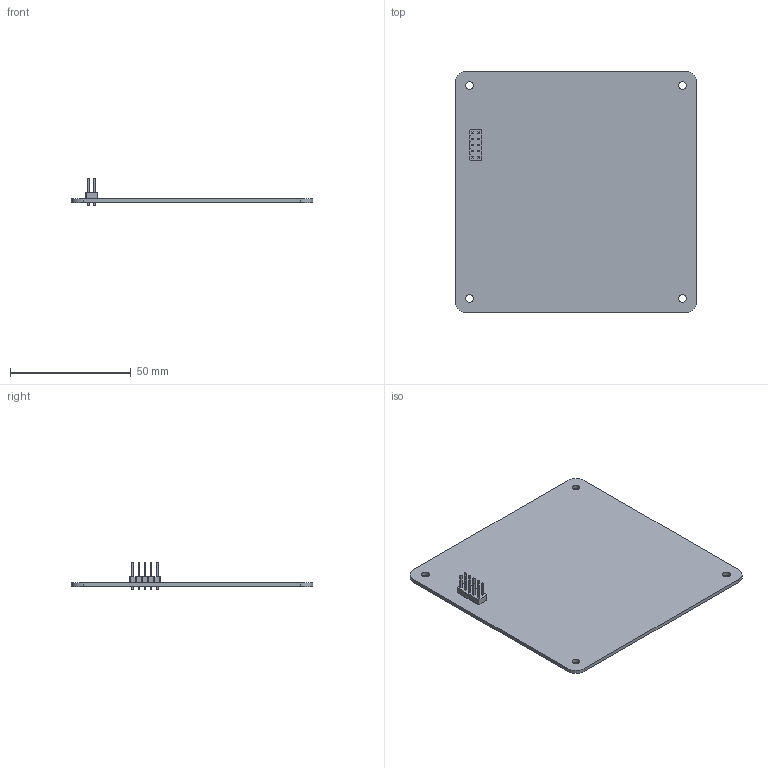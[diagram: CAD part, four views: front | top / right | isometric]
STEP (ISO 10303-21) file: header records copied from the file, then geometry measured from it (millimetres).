
FILE_DESCRIPTION(('KiCad electronic assembly'),'2;1');
FILE_NAME('Dev Output Board.step','2025-12-06T11:53:02',('Pcbnew'),( 'Kicad'),'Open CASCADE STEP processor 7.8','KiCad to STEP converter' ,'Unknown');
FILE_SCHEMA(('AUTOMOTIVE_DESIGN { 1 0 10303 214 1 1 1 1 }'));
Length unit declared in the file: millimetre
Products named in the file (3): Dev Output Board 1; PinHeader_2x05_P2.54mm_Vertical; Dev Output Board_PCB
Assembly tree (2 placements, depth 2):
  Dev Output Board 1
    PinHeader_2x05_P2.54mm_Vertical
    Dev Output Board_PCB
Bounding box: 100 x 100 x 11.54 mm (x, y, z)
Volume: 15205.7 mm3; surface area: 21021.8 mm2
Topology: 2 solids, 2 shells, 238 faces, 562 edges, 348 vertices
Faces by surface type: plane 220, cylinder 18
Full cylindrical faces by diameter (mm): 1 x10, 3.2 x4
Entity records: 8232 total; most frequent: CARTESIAN_POINT 1151, ORIENTED_EDGE 1124, DIRECTION 1080, EDGE_CURVE 562, LINE 526, VECTOR 526, VERTEX_POINT 348, FACE_BOUND 286
